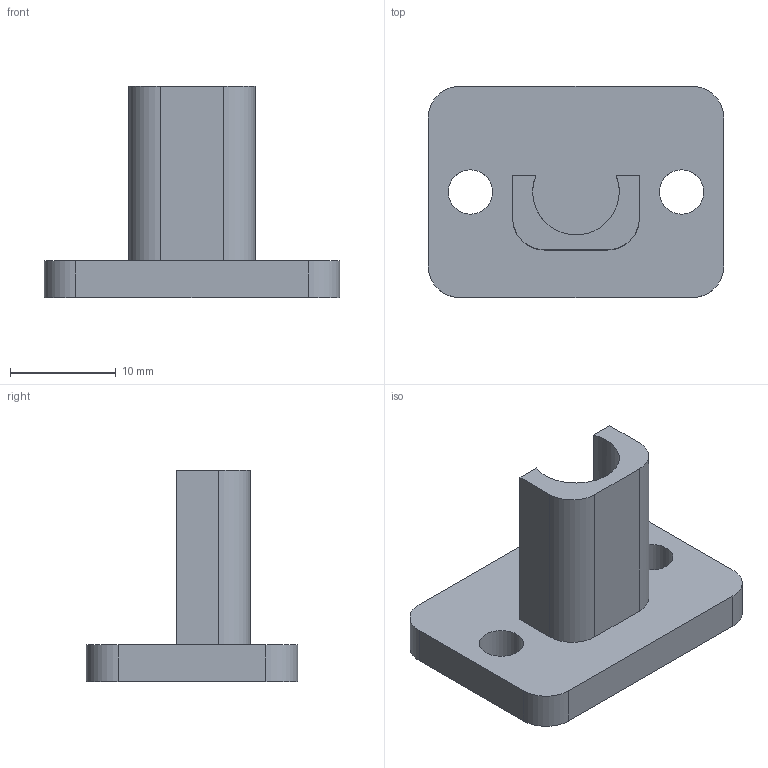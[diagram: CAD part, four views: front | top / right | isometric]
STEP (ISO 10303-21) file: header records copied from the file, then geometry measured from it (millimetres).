
FILE_DESCRIPTION(('FreeCAD Model'),'2;1');
FILE_NAME('y-rod-holder-x4.step', '2019-07-07T13:35:51',('Author'),(''), 'Open CASCADE STEP processor 6.8','FreeCAD','Unknown');
FILE_SCHEMA(('AUTOMOTIVE_DESIGN_CC2 { 1 2 10303 214 -1 1 5 4 }'));
Length unit declared in the file: millimetre
Products named in the file (2): ASSEMBLY; y-rod-holder
Assembly tree (1 placements, depth 2):
  ASSEMBLY
    y-rod-holder
Bounding box: 28 x 20 x 20 mm (x, y, z)
Volume: 2524.2 mm3; surface area: 2181.3 mm2
Topology: 1 solids, 1 shells, 21 faces, 55 edges, 37 vertices
Faces by surface type: plane 12, cylinder 9
Full cylindrical faces by diameter (mm): 4.2 x2
Entity records: 1509 total; most frequent: CARTESIAN_POINT 363, DIRECTION 209, LINE 111, VECTOR 111, ORIENTED_EDGE 110, PCURVE 110, DEFINITIONAL_REPRESENTATION 110, EDGE_CURVE 55
